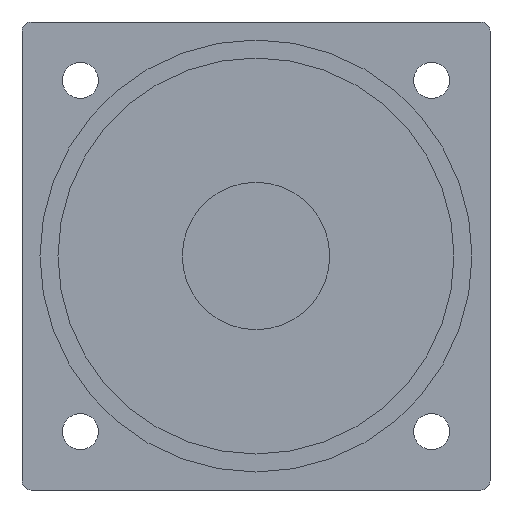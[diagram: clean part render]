
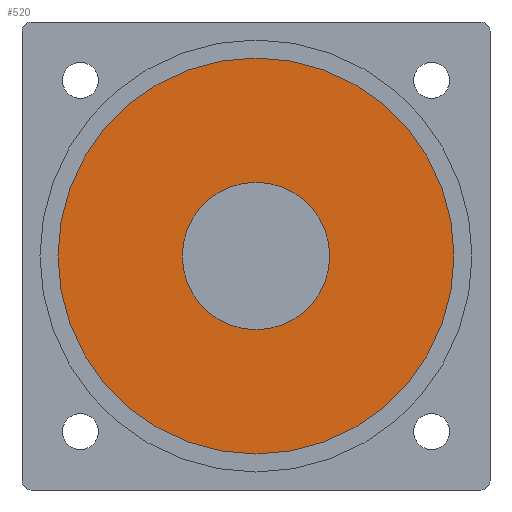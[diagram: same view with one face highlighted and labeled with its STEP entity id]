
A CAD part, front view. The second image highlights one B-rep face of the part: STEP entity #520.
In plain terms, the highlighted planar face has unit normal (0, -1, 0).
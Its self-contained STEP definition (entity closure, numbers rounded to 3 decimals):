
#22 = CIRCLE ( 'NONE', #107, 26. ) ;
#92 = ORIENTED_EDGE ( 'NONE', *, *, #368, .F. ) ;
#107 = AXIS2_PLACEMENT_3D ( 'NONE', #961, #310, #640 ) ;
#126 = EDGE_LOOP ( 'NONE', ( #183 ) ) ;
#138 = CARTESIAN_POINT ( 'NONE',  ( 0., 0., -26. ) ) ;
#183 = ORIENTED_EDGE ( 'NONE', *, *, #1055, .T. ) ;
#192 = AXIS2_PLACEMENT_3D ( 'NONE', #988, #903, #896 ) ;
#278 = DIRECTION ( 'NONE',  ( 0., 0., -1. ) ) ;
#310 = DIRECTION ( 'NONE',  ( 0., -1., 0. ) ) ;
#325 = CARTESIAN_POINT ( 'NONE',  ( 0., 0., 0. ) ) ;
#368 = EDGE_CURVE ( 'NONE', #869, #869, #22, .T. ) ;
#520 = ADVANCED_FACE ( 'NONE', ( #692, #721 ), #560, .T. ) ;
#560 = PLANE ( 'NONE',  #192 ) ;
#571 = AXIS2_PLACEMENT_3D ( 'NONE', #325, #646, #278 ) ;
#609 = CARTESIAN_POINT ( 'NONE',  ( 0., 0., -69.85 ) ) ;
#640 = DIRECTION ( 'NONE',  ( 0., 0., -1. ) ) ;
#646 = DIRECTION ( 'NONE',  ( 0., -1., 0. ) ) ;
#692 = FACE_BOUND ( 'NONE', #812, .T. ) ;
#695 = VERTEX_POINT ( 'NONE', #609 ) ;
#721 = FACE_OUTER_BOUND ( 'NONE', #126, .T. ) ;
#812 = EDGE_LOOP ( 'NONE', ( #92 ) ) ;
#869 = VERTEX_POINT ( 'NONE', #138 ) ;
#896 = DIRECTION ( 'NONE',  ( 0., 0., -1. ) ) ;
#903 = DIRECTION ( 'NONE',  ( 0., -1., 0. ) ) ;
#961 = CARTESIAN_POINT ( 'NONE',  ( 0., 0., 0. ) ) ;
#988 = CARTESIAN_POINT ( 'NONE',  ( -79.375, 0., 79.375 ) ) ;
#1011 = CIRCLE ( 'NONE', #571, 69.85 ) ;
#1055 = EDGE_CURVE ( 'NONE', #695, #695, #1011, .T. ) ;
